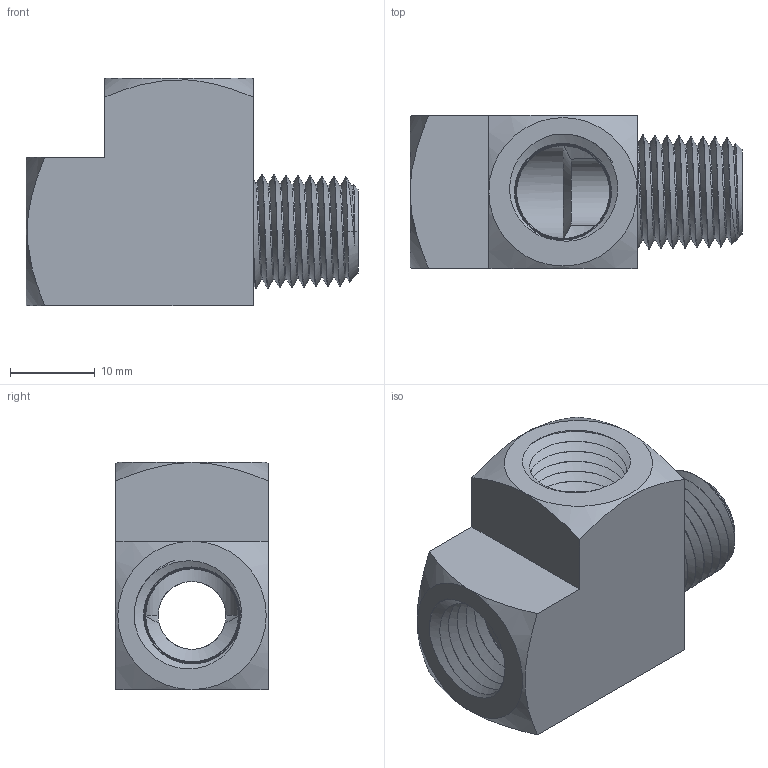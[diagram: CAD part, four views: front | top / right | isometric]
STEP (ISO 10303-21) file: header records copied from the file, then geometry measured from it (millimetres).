
FILE_DESCRIPTION(/* description */ (''),/* implementation_level */ '2;1');
FILE_NAME(/* name */ '127-N2.stp',/* time_stamp */ '2024-01-23T10:18:36-05:00',/* author */ ('esanner'),/* organization */ (''),/* preprocessor_version */ 'ST-DEVELOPER v19',/* originating_system */ 'AutoCAD Mechanical',/* authorisation */ '');
FILE_SCHEMA (('AUTOMOTIVE_DESIGN { 1 0 10303 214 3 1 1 }'));
Length unit declared in the file: millimetre
Products named in the file (1): Product
Bounding box: 39.07 x 17.96 x 26.74 mm (x, y, z)
Volume: 7981.9 mm3; surface area: 5860.8 mm2
Topology: 1 solids, 1 shells, 81 faces, 231 edges, 152 vertices
Faces by surface type: cone 52, plane 13, cylinder 9, bspline 7
Full cylindrical faces by diameter (mm): 7.976 x1
Entity records: 14445 total; most frequent: CARTESIAN_POINT 12566, ORIENTED_EDGE 464, DIRECTION 278, EDGE_CURVE 232, VERTEX_POINT 153, B_SPLINE_CURVE_WITH_KNOTS 122, AXIS2_PLACEMENT_3D 105, EDGE_LOOP 85
